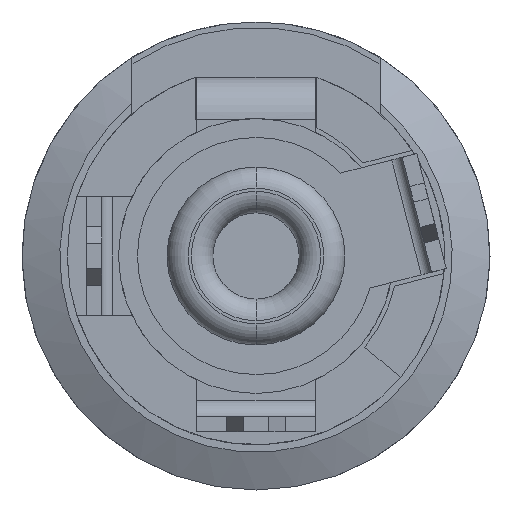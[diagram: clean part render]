
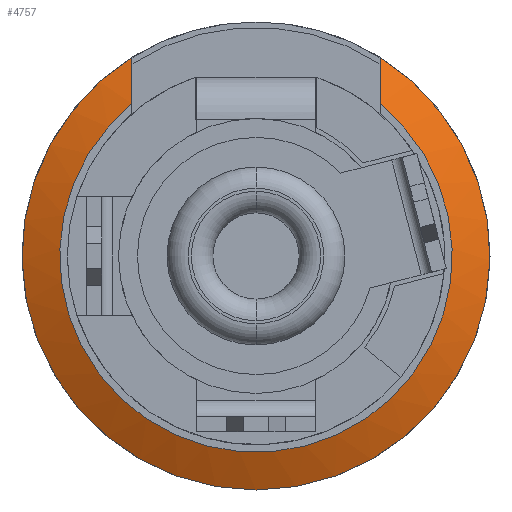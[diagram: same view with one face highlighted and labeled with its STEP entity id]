
A CAD part, front view. The second image highlights one B-rep face of the part: STEP entity #4757.
In plain terms, the highlighted conical face has half-angle 65 degrees and reference radius 5.512 mm.
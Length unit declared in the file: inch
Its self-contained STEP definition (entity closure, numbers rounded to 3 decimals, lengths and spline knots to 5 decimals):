
#151 = ORIENTED_EDGE ( 'NONE', *, *, #4487, .F. ) ;
#156 = CIRCLE ( 'NONE', #1471, 0.217 ) ;
#504 = ORIENTED_EDGE ( 'NONE', *, *, #4534, .T. ) ;
#532 = CARTESIAN_POINT ( 'NONE',  ( -0.115, 0.335, 0.14106 ) ) ;
#606 = CARTESIAN_POINT ( 'NONE',  ( -0.115, 0.34021, 0.15548 ) ) ;
#705 = CIRCLE ( 'NONE', #1890, 0.217 ) ;
#719 = AXIS2_PLACEMENT_3D ( 'NONE', #1300, #1863, #6908 ) ;
#730 = CARTESIAN_POINT ( 'NONE',  ( 0.115, 0.35132, 0.18402 ) ) ;
#1003 = CARTESIAN_POINT ( 'NONE',  ( 0.115, 0.335, 0.14106 ) ) ;
#1198 = VERTEX_POINT ( 'NONE', #4097 ) ;
#1276 = EDGE_LOOP ( 'NONE', ( #151, #4594, #1867, #3268, #504 ) ) ;
#1300 = CARTESIAN_POINT ( 'NONE',  ( 0., 0.35132, 0. ) ) ;
#1435 = DIRECTION ( 'NONE',  ( 0., 0., 1. ) ) ;
#1471 = AXIS2_PLACEMENT_3D ( 'NONE', #4783, #5937, #1435 ) ;
#1698 = VERTEX_POINT ( 'NONE', #2897 ) ;
#1863 = DIRECTION ( 'NONE',  ( 0., 1., 0. ) ) ;
#1867 = ORIENTED_EDGE ( 'NONE', *, *, #4766, .F. ) ;
#1890 = AXIS2_PLACEMENT_3D ( 'NONE', #5879, #5308, #6468 ) ;
#2259 = VERTEX_POINT ( 'NONE', #4682 ) ;
#2357 = CARTESIAN_POINT ( 'NONE',  ( 0.115, 0.34569, 0.16978 ) ) ;
#2845 = DIRECTION ( 'NONE',  ( 0., -1., 0. ) ) ;
#2897 = CARTESIAN_POINT ( 'NONE',  ( 0., 0.35132, -0.217 ) ) ;
#2899 = FACE_OUTER_BOUND ( 'NONE', #1276, .T. ) ;
#2983 = CIRCLE ( 'NONE', #5084, 0.182 ) ;
#3268 = ORIENTED_EDGE ( 'NONE', *, *, #3681, .F. ) ;
#3337 = B_SPLINE_CURVE_WITH_KNOTS ( 'NONE', 3,
 ( #532, #606, #4432, #5667 ),
 .UNSPECIFIED., .F., .F.,
 ( 4, 4 ),
 ( 0.00709, 0.00826 ),
 .UNSPECIFIED. ) ;
#3681 = EDGE_CURVE ( 'NONE', #1198, #1698, #705, .T. ) ;
#4097 = CARTESIAN_POINT ( 'NONE',  ( 0.115, 0.35132, 0.18402 ) ) ;
#4349 = VERTEX_POINT ( 'NONE', #1003 ) ;
#4388 = CONICAL_SURFACE ( 'NONE', #719, 0.217, 1.134 ) ;
#4432 = CARTESIAN_POINT ( 'NONE',  ( -0.115, 0.34569, 0.16978 ) ) ;
#4487 = EDGE_CURVE ( 'NONE', #2259, #4349, #2983, .T. ) ;
#4534 = EDGE_CURVE ( 'NONE', #1198, #4349, #5452, .T. ) ;
#4594 = ORIENTED_EDGE ( 'NONE', *, *, #6594, .T. ) ;
#4682 = CARTESIAN_POINT ( 'NONE',  ( -0.115, 0.335, 0.14106 ) ) ;
#4757 = ADVANCED_FACE ( 'NONE', ( #2899 ), #4388, .T. ) ;
#4766 = EDGE_CURVE ( 'NONE', #1698, #6354, #156, .T. ) ;
#4783 = CARTESIAN_POINT ( 'NONE',  ( 0., 0.35132, 0. ) ) ;
#5084 = AXIS2_PLACEMENT_3D ( 'NONE', #5643, #2845, #6768 ) ;
#5308 = DIRECTION ( 'NONE',  ( 0., 1., 0. ) ) ;
#5452 = B_SPLINE_CURVE_WITH_KNOTS ( 'NONE', 3,
 ( #730, #2357, #6242, #6813 ),
 .UNSPECIFIED., .F., .F.,
 ( 4, 4 ),
 ( 0.00451, 0.00568 ),
 .UNSPECIFIED. ) ;
#5643 = CARTESIAN_POINT ( 'NONE',  ( 0., 0.335, 0. ) ) ;
#5667 = CARTESIAN_POINT ( 'NONE',  ( -0.115, 0.35132, 0.18402 ) ) ;
#5879 = CARTESIAN_POINT ( 'NONE',  ( 0., 0.35132, 0. ) ) ;
#5937 = DIRECTION ( 'NONE',  ( 0., 1., 0. ) ) ;
#6096 = CARTESIAN_POINT ( 'NONE',  ( -0.115, 0.35132, 0.18402 ) ) ;
#6242 = CARTESIAN_POINT ( 'NONE',  ( 0.115, 0.34021, 0.15548 ) ) ;
#6354 = VERTEX_POINT ( 'NONE', #6096 ) ;
#6468 = DIRECTION ( 'NONE',  ( 0., 0., 1. ) ) ;
#6594 = EDGE_CURVE ( 'NONE', #2259, #6354, #3337, .T. ) ;
#6768 = DIRECTION ( 'NONE',  ( 0., 0., 1. ) ) ;
#6813 = CARTESIAN_POINT ( 'NONE',  ( 0.115, 0.335, 0.14106 ) ) ;
#6908 = DIRECTION ( 'NONE',  ( 0., 0., 1. ) ) ;
